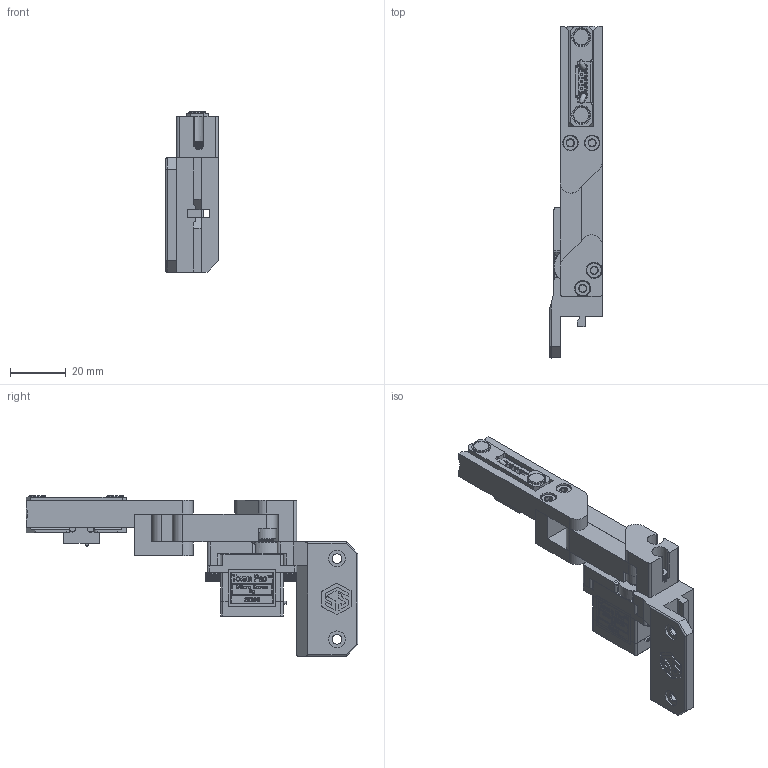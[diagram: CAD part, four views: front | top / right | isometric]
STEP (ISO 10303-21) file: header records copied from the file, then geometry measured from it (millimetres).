
FILE_DESCRIPTION(/* description */ (''),/* implementation_level */ '2;1');
FILE_NAME(/* name */ 'SlideSwipe Assembly.step',/* time_stamp */ '2022-06-04T17:48:00-04:00',/* author */ (''),/* organization */ (''),/* preprocessor_version */ 'ST-DEVELOPER v19',/* originating_system */ 'Autodesk Translation Framework v11.7.0.108',/* authorisation */ '');
FILE_SCHEMA (('AUTOMOTIVE_DESIGN { 1 0 10303 214 3 1 1 }'));
Products named in the file (21): (Unsaved); Arm1; Arm2; Probe; Wire2; Wire1; JST-XH 5-Pin (1); Omron_D2F_F-1; ProbeCarrier; ProbeCarrierBottom; ProbeCarrierTop; 6x3 Magnet; RailMount; RailMountSide; RailMountTop; 91290A111_NO THREADS_Alloy Steel Socket Head Screw; 7mm 4x2 PTFE Tube; 16mm 4x2 PTFE Tube; SG90; SG90 - Micro Servo 9g - Tower Pro.1_Pea; SG90 - Micro Servo 9g - Tower Pro.2_Pea
Assembly tree (30 placements, depth 3):
  (Unsaved)
    Arm1
    Arm2
    Probe
      6x3 Magnet  x2
      91290A111_NO THREADS_Alloy Steel Socket Head Screw
      Wire2
      Wire1
      JST-XH 5-Pin (1)
      Omron_D2F_F-1
    ProbeCarrier
      ProbeCarrierBottom
      ProbeCarrierTop
      91290A111_NO THREADS_Alloy Steel Socket Head Screw  x2
      6x3 Magnet
      16mm 4x2 PTFE Tube  x2
    RailMount
      RailMountSide
      RailMountTop
      91290A111_NO THREADS_Alloy Steel Socket Head Screw  x4
      7mm 4x2 PTFE Tube
      16mm 4x2 PTFE Tube
    SG90
      SG90 - Micro Servo 9g - Tower Pro.1_Pea
      SG90 - Micro Servo 9g - Tower Pro.2_Pea
Bounding box: 18.8 x 119.15 x 57.5 mm (x, y, z)
Volume: 33695.9 mm3; surface area: 27472.2 mm2
Topology: 41 solids, 41 shells, 4335 faces, 10653 edges, 7148 vertices
Faces by surface type: plane 3771, cylinder 369, cone 83, bspline 79, torus 31, sphere 2
Full cylindrical faces by diameter (mm): 0.2 x1, 0.5 x1, 1 x3, 1.2 x6, 1.6 x7, 1.7 x2, 1.8 x4, 2 x9, 2.1 x3, 2.8 x7, 3 x7, 3.5 x6, 4 x4, 4.4 x11, 4.6 x1, 5 x1, 5.5 x7, 5.6 x3, 6 x5, 6.2 x1, 6.9 x1
Entity records: 67976 total; most frequent: CARTESIAN_POINT 18584, ORIENTED_EDGE 10394, DIRECTION 9393, EDGE_CURVE 5197, LINE 3633, VECTOR 3633, VERTEX_POINT 3538, AXIS2_PLACEMENT_3D 2880
